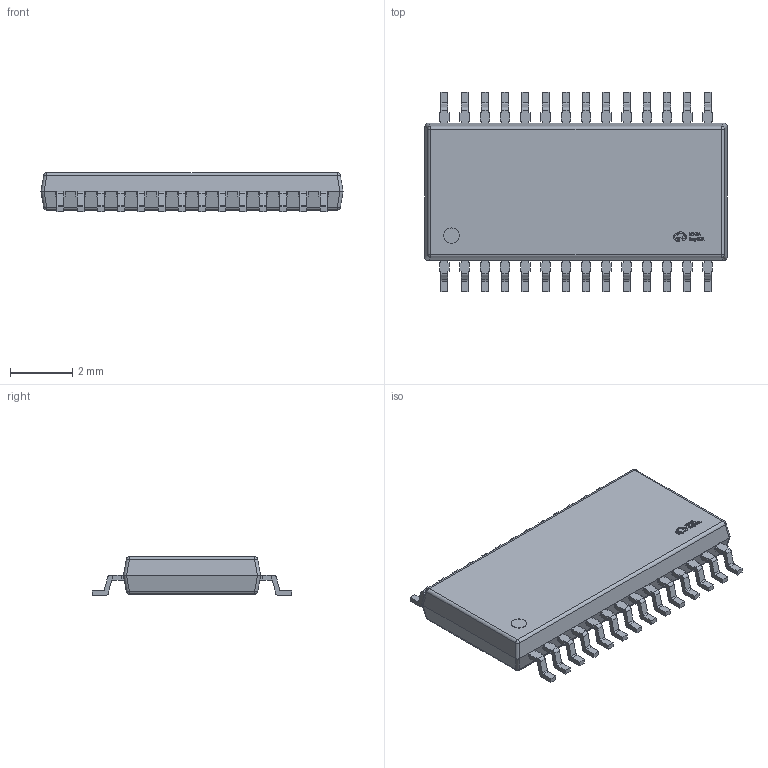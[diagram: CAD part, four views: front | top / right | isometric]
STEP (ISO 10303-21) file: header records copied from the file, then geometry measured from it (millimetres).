
FILE_DESCRIPTION (( 'STEP AP214' ), '1' );
FILE_NAME ('HTSSOP-28_L9.7-W4.4-P0.65-LS6.4-BL-EP4.8.STEP', '2023-06-27T06:44:37', ( '' ), ( '' ), 'SwSTEP 2.0', 'SolidWorks 2020', '' );
FILE_SCHEMA (( 'AUTOMOTIVE_DESIGN' ));
Length unit declared in the file: millimetre
Products named in the file (1): HTSSOP-28_L9.7-W4.4-P0.65-LS6.4-BL-EP4.8
Bounding box: 9.7 x 6.4 x 1.26 mm (x, y, z)
Volume: 50.9 mm3; surface area: 144.2 mm2
Topology: 29 solids, 29 shells, 890 faces, 2345 edges, 1534 vertices
Faces by surface type: plane 654, cylinder 130, bspline 98, sphere 8
Entity records: 37705 total; most frequent: CARTESIAN_POINT 6088, ORIENTED_EDGE 4690, DIRECTION 3979, EDGE_CURVE 2345, LINE 1889, VECTOR 1889, VERTEX_POINT 1534, AXIS2_PLACEMENT_3D 1045
